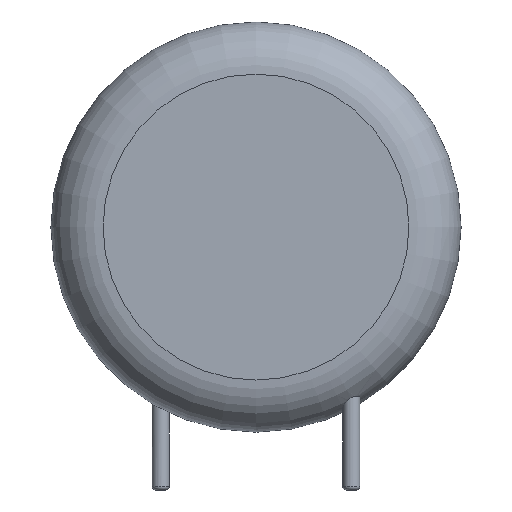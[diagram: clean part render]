
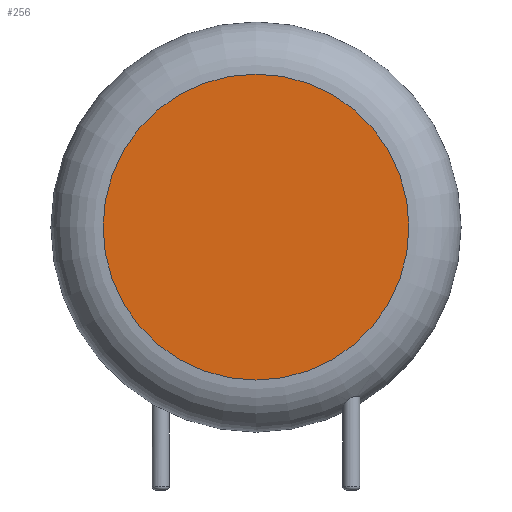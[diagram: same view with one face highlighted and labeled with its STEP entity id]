
A CAD part, front view. The second image highlights one B-rep face of the part: STEP entity #256.
In plain terms, the highlighted planar face has unit normal (0, -1, 0).
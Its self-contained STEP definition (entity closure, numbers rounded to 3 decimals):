
#35=DIRECTION('',(0.,-1.,0.));
#36=DIRECTION('',(1.,0.,0.));
#150=VERTEX_POINT('',#151);
#151=CARTESIAN_POINT('',(13.018,-4.,10.78));
#157=EDGE_CURVE('',#150,#150,#158,.T.);
#158=CIRCLE('',#159,8.018);
#159=AXIS2_PLACEMENT_3D('',#160,#35,#36);
#160=CARTESIAN_POINT('',(5.,-4.,10.78));
#235=DIRECTION('',(0.,0.,-1.));
#256=ADVANCED_FACE('',(#257),#260,.T.);
#257=FACE_BOUND('',#258,.T.);
#258=EDGE_LOOP('',(#259));
#259=ORIENTED_EDGE('',*,*,#157,.T.);
#260=PLANE('',#261);
#261=AXIS2_PLACEMENT_3D('',#160,#35,#235);
